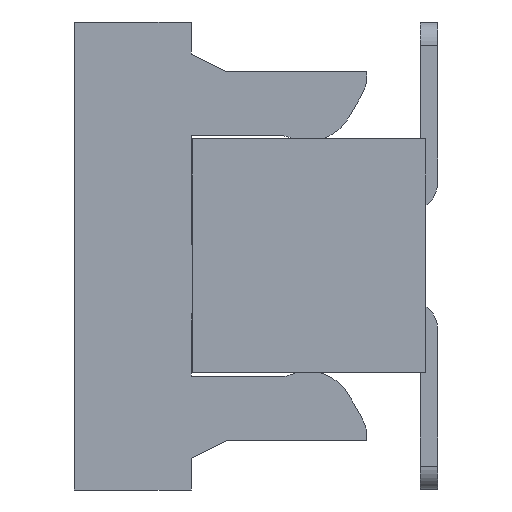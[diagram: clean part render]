
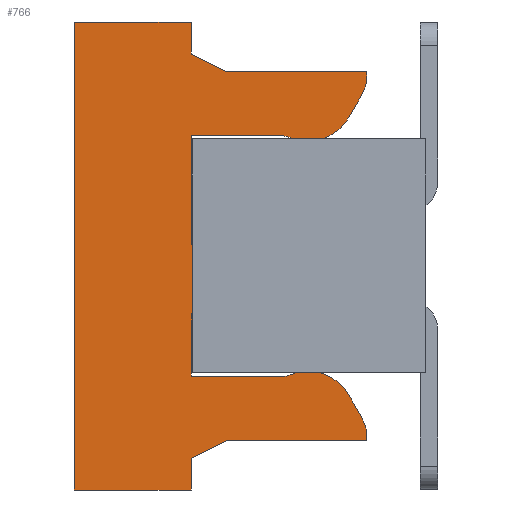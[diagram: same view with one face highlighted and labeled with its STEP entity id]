
A CAD part, left-side view. The second image highlights one B-rep face of the part: STEP entity #766.
In plain terms, the highlighted planar face has unit normal (-1, 0, 0).
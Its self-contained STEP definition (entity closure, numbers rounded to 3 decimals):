
#35=CARTESIAN_POINT('',(-2.416,2.008,-4.004));
#36=VERTEX_POINT('',#35);
#37=CARTESIAN_POINT('',(-2.416,3.008,-4.004));
#38=VERTEX_POINT('',#37);
#39=CARTESIAN_POINT('',(-2.416,2.008,-4.004));
#40=DIRECTION('',(0.,1.,0.));
#41=VECTOR('',#40,1.);
#42=LINE('',#39,#41);
#43=EDGE_CURVE('',#36,#38,#42,.T.);
#83=CARTESIAN_POINT('',(-2.416,2.008,-3.734));
#84=VERTEX_POINT('',#83);
#91=CARTESIAN_POINT('',(-2.416,2.008,-3.734));
#92=DIRECTION('',(0.,0.,-1.));
#93=VECTOR('',#92,0.27);
#94=LINE('',#91,#93);
#95=EDGE_CURVE('',#84,#36,#94,.T.);
#106=CARTESIAN_POINT('',(-2.416,0.508,-3.584));
#107=VERTEX_POINT('',#106);
#124=CARTESIAN_POINT('',(-2.416,0.508,-3.535));
#125=VERTEX_POINT('',#124);
#132=CARTESIAN_POINT('',(-2.416,0.508,-3.584));
#133=DIRECTION('',(0.,0.,1.));
#134=VECTOR('',#133,0.049);
#135=LINE('',#132,#134);
#136=EDGE_CURVE('',#107,#125,#135,.T.);
#146=CARTESIAN_POINT('',(-2.416,0.508,-0.473));
#147=VERTEX_POINT('',#146);
#164=CARTESIAN_POINT('',(-2.416,0.508,-0.424));
#165=VERTEX_POINT('',#164);
#172=CARTESIAN_POINT('',(-2.416,0.508,-0.473));
#173=DIRECTION('',(0.,0.,1.));
#174=VECTOR('',#173,0.049);
#175=LINE('',#172,#174);
#176=EDGE_CURVE('',#147,#165,#175,.T.);
#196=CARTESIAN_POINT('',(-2.416,0.548,-3.385));
#197=VERTEX_POINT('',#196);
#204=CARTESIAN_POINT('',(-2.416,0.808,-3.535));
#205=DIRECTION('',(0.,-1.,0.));
#206=DIRECTION('',(-1.,0.,0.));
#207=AXIS2_PLACEMENT_3D('',#204,#206,#205);
#208=CIRCLE('',#207,0.3);
#209=EDGE_CURVE('',#125,#197,#208,.T.);
#228=CARTESIAN_POINT('',(-2.416,0.662,-3.189));
#229=VERTEX_POINT('',#228);
#236=CARTESIAN_POINT('',(-2.416,0.548,-3.385));
#237=DIRECTION('',(0.,0.5,0.866));
#238=VECTOR('',#237,0.227);
#239=LINE('',#236,#238);
#240=EDGE_CURVE('',#197,#229,#239,.T.);
#252=CARTESIAN_POINT('',(-2.416,1.16,-3.019));
#253=VERTEX_POINT('',#252);
#269=CARTESIAN_POINT('',(-2.416,1.236,-3.034));
#270=VERTEX_POINT('',#269);
#277=CARTESIAN_POINT('',(-2.416,1.236,-2.834));
#278=DIRECTION('',(0.,-0.38,-0.925));
#279=DIRECTION('',(1.,0.,0.));
#280=AXIS2_PLACEMENT_3D('',#277,#279,#278);
#281=CIRCLE('',#280,0.2);
#282=EDGE_CURVE('',#253,#270,#281,.T.);
#301=CARTESIAN_POINT('',(-2.416,2.008,-3.034));
#302=VERTEX_POINT('',#301);
#309=CARTESIAN_POINT('',(-2.416,1.236,-3.034));
#310=DIRECTION('',(0.,1.,0.));
#311=VECTOR('',#310,0.772);
#312=LINE('',#309,#311);
#313=EDGE_CURVE('',#270,#302,#312,.T.);
#325=CARTESIAN_POINT('',(-2.416,2.008,-0.974));
#326=VERTEX_POINT('',#325);
#341=CARTESIAN_POINT('',(-2.416,1.236,-0.974));
#342=VERTEX_POINT('',#341);
#349=CARTESIAN_POINT('',(-2.416,2.008,-0.974));
#350=DIRECTION('',(0.,-1.,0.));
#351=VECTOR('',#350,0.772);
#352=LINE('',#349,#351);
#353=EDGE_CURVE('',#326,#342,#352,.T.);
#373=CARTESIAN_POINT('',(-2.416,1.16,-0.989));
#374=VERTEX_POINT('',#373);
#381=CARTESIAN_POINT('',(-2.416,1.236,-1.174));
#382=DIRECTION('',(0.,0.,1.));
#383=DIRECTION('',(1.,0.,0.));
#384=AXIS2_PLACEMENT_3D('',#381,#383,#382);
#385=CIRCLE('',#384,0.2);
#386=EDGE_CURVE('',#342,#374,#385,.T.);
#398=CARTESIAN_POINT('',(-2.416,0.662,-0.819));
#399=VERTEX_POINT('',#398);
#414=CARTESIAN_POINT('',(-2.416,0.548,-0.623));
#415=VERTEX_POINT('',#414);
#422=CARTESIAN_POINT('',(-2.416,0.662,-0.819));
#423=DIRECTION('',(0.,-0.5,0.866));
#424=VECTOR('',#423,0.227);
#425=LINE('',#422,#424);
#426=EDGE_CURVE('',#399,#415,#425,.T.);
#445=CARTESIAN_POINT('',(-2.416,0.808,-0.473));
#446=DIRECTION('',(0.,-0.866,-0.5));
#447=DIRECTION('',(-1.,0.,0.));
#448=AXIS2_PLACEMENT_3D('',#445,#447,#446);
#449=CIRCLE('',#448,0.3);
#450=EDGE_CURVE('',#415,#147,#449,.T.);
#469=CARTESIAN_POINT('',(-2.416,1.708,-0.424));
#470=VERTEX_POINT('',#469);
#477=CARTESIAN_POINT('',(-2.416,0.508,-0.424));
#478=DIRECTION('',(0.,1.,0.));
#479=VECTOR('',#478,1.2);
#480=LINE('',#477,#479);
#481=EDGE_CURVE('',#165,#470,#480,.T.);
#500=CARTESIAN_POINT('',(-2.416,2.008,-0.274));
#501=VERTEX_POINT('',#500);
#508=CARTESIAN_POINT('',(-2.416,1.708,-0.424));
#509=DIRECTION('',(0.,0.894,0.447));
#510=VECTOR('',#509,0.335);
#511=LINE('',#508,#510);
#512=EDGE_CURVE('',#470,#501,#511,.T.);
#522=CARTESIAN_POINT('',(-2.416,2.008,-0.004));
#523=VERTEX_POINT('',#522);
#524=CARTESIAN_POINT('',(-2.416,2.008,-0.274));
#525=DIRECTION('',(0.,0.,1.));
#526=VECTOR('',#525,0.27);
#527=LINE('',#524,#526);
#528=EDGE_CURVE('',#501,#523,#527,.T.);
#562=CARTESIAN_POINT('',(-2.416,3.008,-0.004));
#563=VERTEX_POINT('',#562);
#570=CARTESIAN_POINT('',(-2.416,2.008,-0.004));
#571=DIRECTION('',(0.,1.,0.));
#572=VECTOR('',#571,1.);
#573=LINE('',#570,#572);
#574=EDGE_CURVE('',#523,#563,#573,.T.);
#584=CARTESIAN_POINT('',(-2.416,3.008,-0.004));
#585=DIRECTION('',(0.,0.,-1.));
#586=VECTOR('',#585,4.);
#587=LINE('',#584,#586);
#588=EDGE_CURVE('',#563,#38,#587,.T.);
#615=CARTESIAN_POINT('',(-2.416,1.708,-3.584));
#616=VERTEX_POINT('',#615);
#623=CARTESIAN_POINT('',(-2.416,2.008,-3.734));
#624=DIRECTION('',(0.,-0.894,0.447));
#625=VECTOR('',#624,0.335);
#626=LINE('',#623,#625);
#627=EDGE_CURVE('',#84,#616,#626,.T.);
#645=CARTESIAN_POINT('',(-2.416,1.708,-3.584));
#646=DIRECTION('',(0.,-1.,0.));
#647=VECTOR('',#646,1.2);
#648=LINE('',#645,#647);
#649=EDGE_CURVE('',#616,#107,#648,.T.);
#654=CARTESIAN_POINT('',(-2.416,3.008,-4.004));
#655=DIRECTION('',(0.,-1.,0.));
#656=DIRECTION('',(-1.,0.,0.));
#657=AXIS2_PLACEMENT_3D('',#654,#656,#655);
#658=PLANE('',#657);
#659=ORIENTED_EDGE('',*,*,#209,.T.);
#660=ORIENTED_EDGE('',*,*,#240,.T.);
#661=CARTESIAN_POINT('',(-2.416,0.915,-3.));
#662=VERTEX_POINT('',#661);
#663=CARTESIAN_POINT('',(-2.416,1.008,-3.389));
#664=DIRECTION('',(0.,-0.866,0.5));
#665=DIRECTION('',(-1.,0.,0.));
#666=AXIS2_PLACEMENT_3D('',#663,#665,#664);
#667=CIRCLE('',#666,0.4);
#668=EDGE_CURVE('',#229,#662,#667,.T.);
#669=ORIENTED_EDGE('',*,*,#668,.T.);
#670=CARTESIAN_POINT('',(-2.416,1.101,-3.));
#671=VERTEX_POINT('',#670);
#672=CARTESIAN_POINT('',(-2.416,1.101,-3.));
#673=DIRECTION('',(0.,-1.,0.));
#674=VECTOR('',#673,0.186);
#675=LINE('',#672,#674);
#676=EDGE_CURVE('',#671,#662,#675,.T.);
#677=ORIENTED_EDGE('',*,*,#676,.F.);
#678=CARTESIAN_POINT('',(-2.416,1.008,-3.389));
#679=DIRECTION('',(0.,0.233,0.972));
#680=DIRECTION('',(-1.,0.,0.));
#681=AXIS2_PLACEMENT_3D('',#678,#680,#679);
#682=CIRCLE('',#681,0.4);
#683=EDGE_CURVE('',#671,#253,#682,.T.);
#684=ORIENTED_EDGE('',*,*,#683,.T.);
#685=ORIENTED_EDGE('',*,*,#282,.T.);
#686=ORIENTED_EDGE('',*,*,#313,.T.);
#687=CARTESIAN_POINT('',(-2.416,2.004,-3.));
#688=VERTEX_POINT('',#687);
#689=CARTESIAN_POINT('',(-2.416,2.008,-3.034));
#690=DIRECTION('',(0.,0.,1.));
#691=VECTOR('',#690,0.034);
#692=LINE('',#689,#691);
#693=EDGE_CURVE('',#302,#688,#692,.T.);
#694=ORIENTED_EDGE('',*,*,#693,.T.);
#695=CARTESIAN_POINT('',(-2.416,2.004,-2.515));
#696=VERTEX_POINT('',#695);
#697=CARTESIAN_POINT('',(-2.416,2.008,-3.));
#698=DIRECTION('',(0.,0.,1.));
#699=VECTOR('',#698,0.485);
#700=LINE('',#697,#699);
#701=EDGE_CURVE('',#688,#696,#700,.T.);
#702=ORIENTED_EDGE('',*,*,#701,.T.);
#703=CARTESIAN_POINT('',(-2.416,2.,-2.477));
#704=VERTEX_POINT('',#703);
#705=CARTESIAN_POINT('',(-2.416,2.008,-2.515));
#706=DIRECTION('',(0.,0.,1.));
#707=VECTOR('',#706,0.038);
#708=LINE('',#705,#707);
#709=EDGE_CURVE('',#696,#704,#708,.T.);
#710=ORIENTED_EDGE('',*,*,#709,.T.);
#711=CARTESIAN_POINT('',(-2.416,2.004,-1.));
#712=VERTEX_POINT('',#711);
#713=CARTESIAN_POINT('',(-2.416,2.008,-2.477));
#714=DIRECTION('',(0.,0.,1.));
#715=VECTOR('',#714,1.477);
#716=LINE('',#713,#715);
#717=EDGE_CURVE('',#704,#712,#716,.T.);
#718=ORIENTED_EDGE('',*,*,#717,.T.);
#719=CARTESIAN_POINT('',(-2.416,2.008,-1.));
#720=DIRECTION('',(0.,0.,1.));
#721=VECTOR('',#720,0.026);
#722=LINE('',#719,#721);
#723=EDGE_CURVE('',#712,#326,#722,.T.);
#724=ORIENTED_EDGE('',*,*,#723,.T.);
#725=ORIENTED_EDGE('',*,*,#353,.T.);
#726=ORIENTED_EDGE('',*,*,#386,.T.);
#727=CARTESIAN_POINT('',(-2.416,1.13,-1.));
#728=VERTEX_POINT('',#727);
#729=CARTESIAN_POINT('',(-2.416,1.008,-0.619));
#730=DIRECTION('',(0.,0.38,-0.925));
#731=DIRECTION('',(-1.,0.,0.));
#732=AXIS2_PLACEMENT_3D('',#729,#731,#730);
#733=CIRCLE('',#732,0.4);
#734=EDGE_CURVE('',#374,#728,#733,.T.);
#735=ORIENTED_EDGE('',*,*,#734,.T.);
#736=CARTESIAN_POINT('',(-2.416,0.886,-1.));
#737=VERTEX_POINT('',#736);
#738=CARTESIAN_POINT('',(-2.416,0.886,-1.));
#739=DIRECTION('',(0.,1.,0.));
#740=VECTOR('',#739,0.244);
#741=LINE('',#738,#740);
#742=EDGE_CURVE('',#737,#728,#741,.T.);
#743=ORIENTED_EDGE('',*,*,#742,.F.);
#744=CARTESIAN_POINT('',(-2.416,1.008,-0.619));
#745=DIRECTION('',(0.,-0.305,-0.952));
#746=DIRECTION('',(-1.,0.,0.));
#747=AXIS2_PLACEMENT_3D('',#744,#746,#745);
#748=CIRCLE('',#747,0.4);
#749=EDGE_CURVE('',#737,#399,#748,.T.);
#750=ORIENTED_EDGE('',*,*,#749,.T.);
#751=ORIENTED_EDGE('',*,*,#426,.T.);
#752=ORIENTED_EDGE('',*,*,#450,.T.);
#753=ORIENTED_EDGE('',*,*,#176,.T.);
#754=ORIENTED_EDGE('',*,*,#481,.T.);
#755=ORIENTED_EDGE('',*,*,#512,.T.);
#756=ORIENTED_EDGE('',*,*,#528,.T.);
#757=ORIENTED_EDGE('',*,*,#574,.T.);
#758=ORIENTED_EDGE('',*,*,#588,.T.);
#759=ORIENTED_EDGE('',*,*,#43,.F.);
#760=ORIENTED_EDGE('',*,*,#95,.F.);
#761=ORIENTED_EDGE('',*,*,#627,.T.);
#762=ORIENTED_EDGE('',*,*,#649,.T.);
#763=ORIENTED_EDGE('',*,*,#136,.T.);
#764=EDGE_LOOP('',(#659,#660,#669,#677,#684,#685,#686,#694,#702,#710,#718,#724,#725,#726,#735,#743,#750,#751,#752,#753,#754,#755,#756,#757,#758,#759,#760,#761,#762,#763));
#765=FACE_OUTER_BOUND('',#764,.T.);
#766=ADVANCED_FACE('',(#765),#658,.T.);
